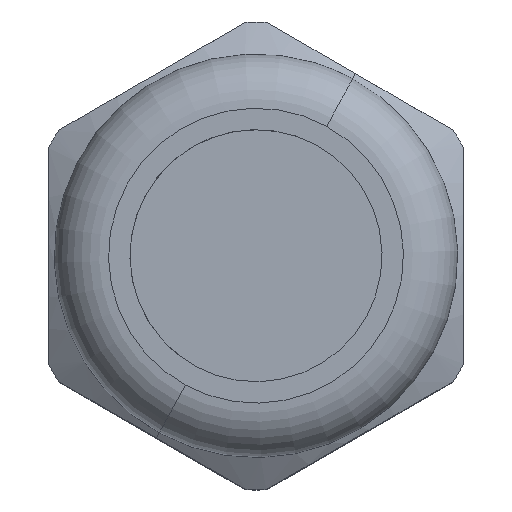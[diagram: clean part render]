
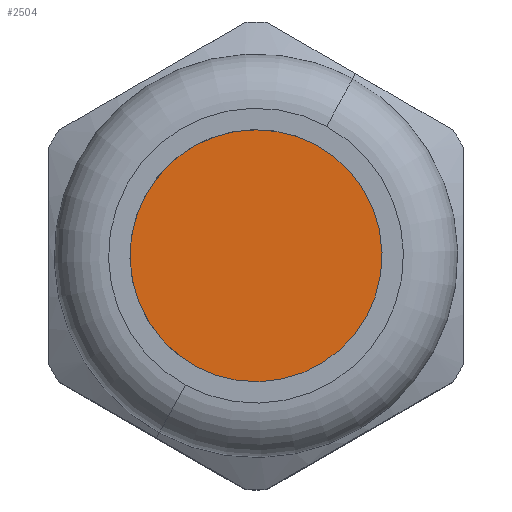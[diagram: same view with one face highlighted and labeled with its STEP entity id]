
A CAD part, top view. The second image highlights one B-rep face of the part: STEP entity #2504.
In plain terms, the highlighted planar face has unit normal (0, 0, 1).
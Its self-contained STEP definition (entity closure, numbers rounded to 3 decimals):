
#2416=AXIS2_PLACEMENT_3D('Circle Axis2P3D',#2414,#2415,$) ;
#2466=AXIS2_PLACEMENT_3D('Circle Axis2P3D',#2464,#2465,$) ;
#2498=AXIS2_PLACEMENT_3D('Plane Axis2P3D',#2495,#2496,#2497) ;
#2404=CARTESIAN_POINT('Vertex',(35.4,24.436,50.59)) ;
#2411=CARTESIAN_POINT('Vertex',(6.6,22.914,50.59)) ;
#2414=CARTESIAN_POINT('Axis2P3D Location',(21.,23.675,50.59)) ;
#2464=CARTESIAN_POINT('Axis2P3D Location',(21.,23.675,50.59)) ;
#2495=CARTESIAN_POINT('Axis2P3D Location',(21.,23.675,50.59)) ;
#2415=DIRECTION('Axis2P3D Direction',(0.,0.,1.)) ;
#2465=DIRECTION('Axis2P3D Direction',(0.,0.,1.)) ;
#2496=DIRECTION('Axis2P3D Direction',(0.,0.,1.)) ;
#2497=DIRECTION('Axis2P3D XDirection',(0.999,0.053,0.)) ;
#2501=ORIENTED_EDGE('',*,*,#2468,.T.) ;
#2502=ORIENTED_EDGE('',*,*,#2418,.T.) ;
#2504=ADVANCED_FACE('Koerper.2',(#2503),#2499,.T.) ;
#2417=CIRCLE('generated circle',#2416,14.42) ;
#2467=CIRCLE('generated circle',#2466,14.42) ;
#2418=EDGE_CURVE('',#2405,#2412,#2417,.T.) ;
#2468=EDGE_CURVE('',#2412,#2405,#2467,.T.) ;
#2500=EDGE_LOOP('',(#2501,#2502)) ;
#2503=FACE_OUTER_BOUND('',#2500,.T.) ;
#2499=PLANE('',#2498) ;
#2405=VERTEX_POINT('',#2404) ;
#2412=VERTEX_POINT('',#2411) ;
